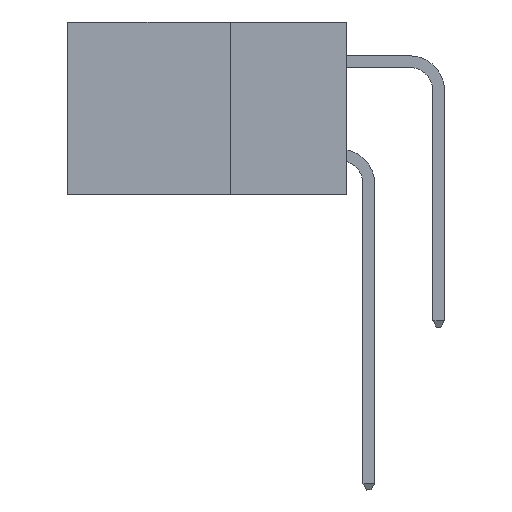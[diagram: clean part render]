
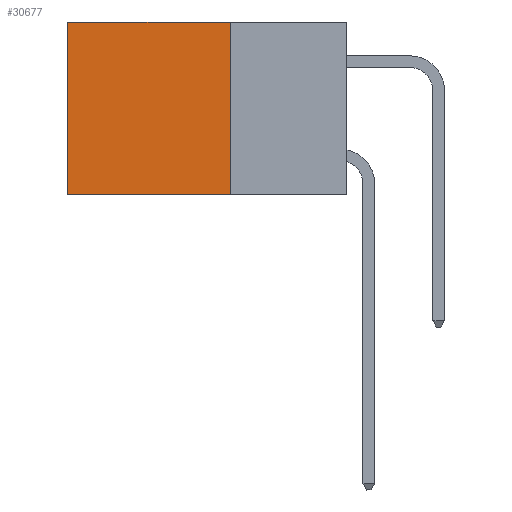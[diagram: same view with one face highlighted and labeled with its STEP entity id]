
A CAD part, left-side view. The second image highlights one B-rep face of the part: STEP entity #30677.
In plain terms, the highlighted planar face has unit normal (-1, 0, 0).
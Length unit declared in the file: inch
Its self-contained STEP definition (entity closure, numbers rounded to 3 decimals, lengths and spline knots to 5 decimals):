
#325 = LINE ( 'NONE', #11708, #28130 ) ;
#354 = CARTESIAN_POINT ( 'NONE',  ( 0.2875, 0.25, 0. ) ) ;
#856 = VERTEX_POINT ( 'NONE', #8502 ) ;
#1081 = ORIENTED_EDGE ( 'NONE', *, *, #27567, .F. ) ;
#2569 = LINE ( 'NONE', #11075, #10252 ) ;
#2621 = PLANE ( 'NONE',  #7240 ) ;
#3773 = EDGE_CURVE ( 'NONE', #31885, #26239, #2569, .T. ) ;
#6070 = DIRECTION ( 'NONE',  ( 0., 1., 0. ) ) ;
#6869 = VECTOR ( 'NONE', #31449, 39.37008 ) ;
#7240 = AXIS2_PLACEMENT_3D ( 'NONE', #20681, #23271, #23385 ) ;
#8502 = CARTESIAN_POINT ( 'NONE',  ( 0.2875, 0.25, -0.37 ) ) ;
#10252 = VECTOR ( 'NONE', #16153, 39.37008 ) ;
#11075 = CARTESIAN_POINT ( 'NONE',  ( 0.2875, 0.6, 0. ) ) ;
#11708 = CARTESIAN_POINT ( 'NONE',  ( 0.2875, 0.25, -0.37 ) ) ;
#15033 = ORIENTED_EDGE ( 'NONE', *, *, #3773, .T. ) ;
#15216 = CARTESIAN_POINT ( 'NONE',  ( 0.2875, 0.6, -0.37 ) ) ;
#16153 = DIRECTION ( 'NONE',  ( 0., 0., -1. ) ) ;
#17687 = VECTOR ( 'NONE', #6070, 39.37008 ) ;
#20681 = CARTESIAN_POINT ( 'NONE',  ( 0.2875, 0.25, 0. ) ) ;
#20803 = EDGE_LOOP ( 'NONE', ( #15033, #21329, #1081, #22502 ) ) ;
#20876 = EDGE_CURVE ( 'NONE', #24610, #31885, #25357, .T. ) ;
#21329 = ORIENTED_EDGE ( 'NONE', *, *, #21550, .F. ) ;
#21550 = EDGE_CURVE ( 'NONE', #856, #26239, #325, .T. ) ;
#21747 = CARTESIAN_POINT ( 'NONE',  ( 0.2875, 0.25, 0. ) ) ;
#22502 = ORIENTED_EDGE ( 'NONE', *, *, #20876, .T. ) ;
#23271 = DIRECTION ( 'NONE',  ( 1., 0., 0. ) ) ;
#23385 = DIRECTION ( 'NONE',  ( 0., 0., -1. ) ) ;
#24610 = VERTEX_POINT ( 'NONE', #30766 ) ;
#25357 = LINE ( 'NONE', #21747, #17687 ) ;
#26212 = CARTESIAN_POINT ( 'NONE',  ( 0.2875, 0.6, 0. ) ) ;
#26239 = VERTEX_POINT ( 'NONE', #15216 ) ;
#27382 = DIRECTION ( 'NONE',  ( 0., 1., 0. ) ) ;
#27567 = EDGE_CURVE ( 'NONE', #24610, #856, #29431, .T. ) ;
#28130 = VECTOR ( 'NONE', #27382, 39.37008 ) ;
#29431 = LINE ( 'NONE', #354, #6869 ) ;
#30677 = ADVANCED_FACE ( 'NONE', ( #32403 ), #2621, .F. ) ;
#30766 = CARTESIAN_POINT ( 'NONE',  ( 0.2875, 0.25, 0. ) ) ;
#31449 = DIRECTION ( 'NONE',  ( 0., 0., -1. ) ) ;
#31885 = VERTEX_POINT ( 'NONE', #26212 ) ;
#32403 = FACE_OUTER_BOUND ( 'NONE', #20803, .T. ) ;
